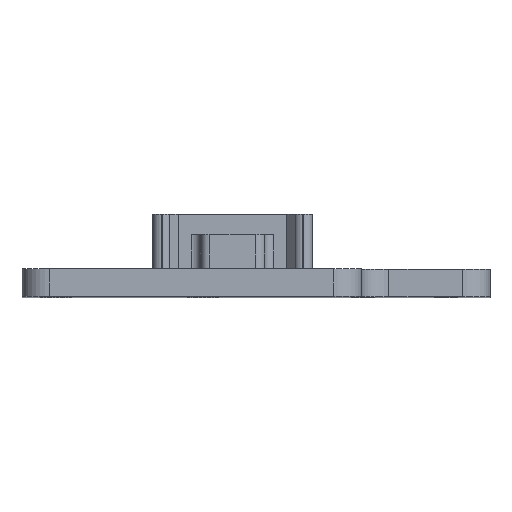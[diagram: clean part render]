
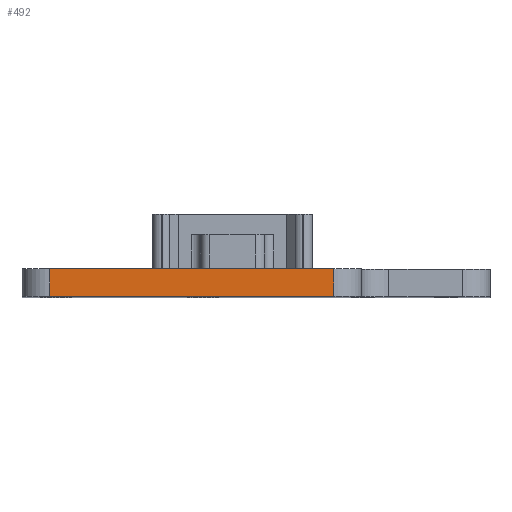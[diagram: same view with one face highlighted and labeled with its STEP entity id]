
A CAD part, top view. The second image highlights one B-rep face of the part: STEP entity #492.
In plain terms, the highlighted planar face has unit normal (0, 0, 1).
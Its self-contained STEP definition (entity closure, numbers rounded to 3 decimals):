
#38 = VERTEX_POINT ( 'NONE', #4114 ) ;
#113 = CARTESIAN_POINT ( 'NONE',  ( -25.45, 3., 43.25 ) ) ;
#129 = EDGE_CURVE ( 'NONE', #1859, #788, #4155, .T. ) ;
#273 = DIRECTION ( 'NONE',  ( -1., 0., 0. ) ) ;
#492 = ADVANCED_FACE ( 'NONE', ( #1897 ), #4142, .F. ) ;
#560 = CARTESIAN_POINT ( 'NONE',  ( 8.45, 3., 43.25 ) ) ;
#577 = LINE ( 'NONE', #982, #929 ) ;
#609 = DIRECTION ( 'NONE',  ( 0., 0., -1. ) ) ;
#788 = VERTEX_POINT ( 'NONE', #2687 ) ;
#929 = VECTOR ( 'NONE', #1868, 1000. ) ;
#970 = VERTEX_POINT ( 'NONE', #3485 ) ;
#982 = CARTESIAN_POINT ( 'NONE',  ( -25.45, 0., 43.25 ) ) ;
#1081 = AXIS2_PLACEMENT_3D ( 'NONE', #3491, #609, #273 ) ;
#1646 = EDGE_CURVE ( 'NONE', #38, #788, #3650, .T. ) ;
#1859 = VERTEX_POINT ( 'NONE', #2246 ) ;
#1868 = DIRECTION ( 'NONE',  ( 1., 0., 0. ) ) ;
#1897 = FACE_OUTER_BOUND ( 'NONE', #3490, .T. ) ;
#2246 = CARTESIAN_POINT ( 'NONE',  ( 8.45, 0., 43.25 ) ) ;
#2416 = ORIENTED_EDGE ( 'NONE', *, *, #3320, .T. ) ;
#2507 = ORIENTED_EDGE ( 'NONE', *, *, #129, .T. ) ;
#2531 = DIRECTION ( 'NONE',  ( 0., -1., 0. ) ) ;
#2576 = LINE ( 'NONE', #2853, #3497 ) ;
#2640 = DIRECTION ( 'NONE',  ( 1., 0., 0. ) ) ;
#2664 = ORIENTED_EDGE ( 'NONE', *, *, #3374, .T. ) ;
#2687 = CARTESIAN_POINT ( 'NONE',  ( 8.45, 3., 43.25 ) ) ;
#2853 = CARTESIAN_POINT ( 'NONE',  ( -22.45, 3., 43.25 ) ) ;
#2895 = DIRECTION ( 'NONE',  ( 0., 1., 0. ) ) ;
#3320 = EDGE_CURVE ( 'NONE', #38, #970, #2576, .T. ) ;
#3374 = EDGE_CURVE ( 'NONE', #970, #1859, #577, .T. ) ;
#3399 = ORIENTED_EDGE ( 'NONE', *, *, #1646, .F. ) ;
#3485 = CARTESIAN_POINT ( 'NONE',  ( -22.45, 0., 43.25 ) ) ;
#3490 = EDGE_LOOP ( 'NONE', ( #2664, #2507, #3399, #2416 ) ) ;
#3491 = CARTESIAN_POINT ( 'NONE',  ( -25.45, 3., 43.25 ) ) ;
#3497 = VECTOR ( 'NONE', #2531, 1000. ) ;
#3573 = VECTOR ( 'NONE', #2640, 1000. ) ;
#3650 = LINE ( 'NONE', #113, #3573 ) ;
#4080 = VECTOR ( 'NONE', #2895, 1000. ) ;
#4114 = CARTESIAN_POINT ( 'NONE',  ( -22.45, 3., 43.25 ) ) ;
#4142 = PLANE ( 'NONE',  #1081 ) ;
#4155 = LINE ( 'NONE', #560, #4080 ) ;
